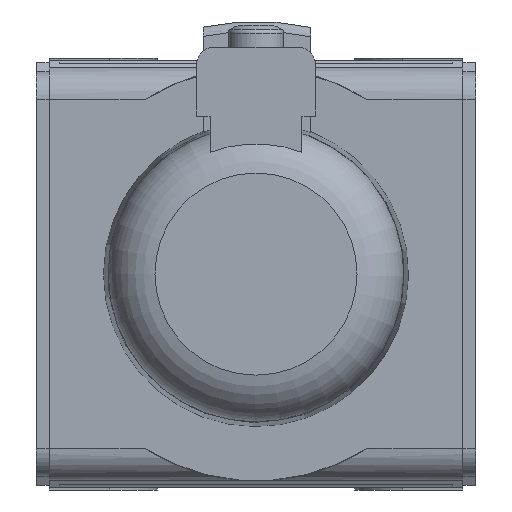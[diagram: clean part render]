
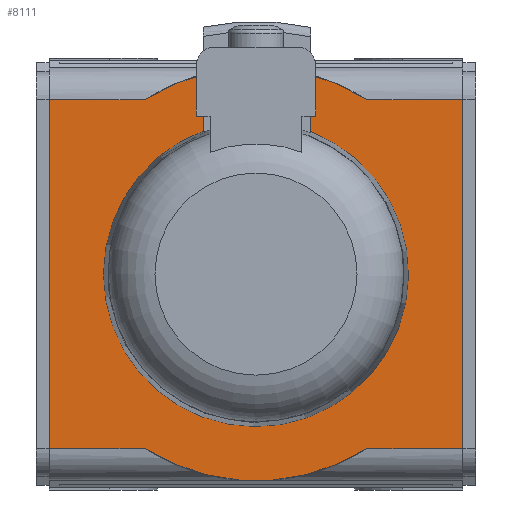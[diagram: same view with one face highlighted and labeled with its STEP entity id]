
A CAD part, front view. The second image highlights one B-rep face of the part: STEP entity #8111.
In plain terms, the highlighted planar face has unit normal (0, -1, 0).
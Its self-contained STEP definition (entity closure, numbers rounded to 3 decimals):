
#162=LINE('',#11176,#662);
#165=LINE('',#11194,#665);
#166=LINE('',#11205,#666);
#169=LINE('',#11223,#669);
#199=LINE('',#11292,#699);
#225=LINE('',#11348,#725);
#662=VECTOR('',#9306,1000.);
#665=VECTOR('',#9315,1000.);
#666=VECTOR('',#9318,1000.);
#669=VECTOR('',#9327,1000.);
#699=VECTOR('',#9371,1000.);
#725=VECTOR('',#9407,1000.);
#1621=ORIENTED_EDGE('',*,*,#3166,.T.);
#1622=ORIENTED_EDGE('',*,*,#3269,.T.);
#1623=ORIENTED_EDGE('',*,*,#3172,.T.);
#1624=ORIENTED_EDGE('',*,*,#3246,.T.);
#1625=ORIENTED_EDGE('',*,*,#3174,.F.);
#1626=ORIENTED_EDGE('',*,*,#3270,.T.);
#1627=ORIENTED_EDGE('',*,*,#3180,.F.);
#1628=ORIENTED_EDGE('',*,*,#3216,.F.);
#3166=EDGE_CURVE('',#3993,#3991,#162,.T.);
#3172=EDGE_CURVE('',#3995,#3997,#165,.T.);
#3174=EDGE_CURVE('',#3998,#4000,#166,.T.);
#3180=EDGE_CURVE('',#4004,#4002,#169,.T.);
#3216=EDGE_CURVE('',#3993,#4004,#199,.T.);
#3246=EDGE_CURVE('',#3997,#4000,#225,.T.);
#3269=EDGE_CURVE('',#3991,#3995,#4490,.T.);
#3270=EDGE_CURVE('',#3998,#4002,#4491,.T.);
#3991=VERTEX_POINT('',#11174);
#3993=VERTEX_POINT('',#11177);
#3995=VERTEX_POINT('',#11189);
#3997=VERTEX_POINT('',#11193);
#3998=VERTEX_POINT('',#11203);
#4000=VERTEX_POINT('',#11206);
#4002=VERTEX_POINT('',#11218);
#4004=VERTEX_POINT('',#11222);
#4490=CIRCLE('',#8537,22.5);
#4491=CIRCLE('',#8538,22.5);
#4737=EDGE_LOOP('',(#1621,#1622,#1623,#1624,#1625,#1626,#1627,#1628));
#5148=FACE_BOUND('',#4737,.T.);
#5514=PLANE('',#8536);
#8111=ADVANCED_FACE('',(#5148),#5514,.F.);
#8536=AXIS2_PLACEMENT_3D('',#11391,#9442,#9443);
#8537=AXIS2_PLACEMENT_3D('',#11392,#9444,#9445);
#8538=AXIS2_PLACEMENT_3D('',#11393,#9446,#9447);
#9306=DIRECTION('',(-1.,0.,0.));
#9315=DIRECTION('',(-1.,0.,0.));
#9318=DIRECTION('',(-1.,0.,0.));
#9327=DIRECTION('',(-1.,0.,0.));
#9371=DIRECTION('',(0.,0.,-1.));
#9407=DIRECTION('',(0.,0.,-1.));
#9442=DIRECTION('',(0.,1.,0.));
#9443=DIRECTION('',(0.,0.,1.));
#9444=DIRECTION('',(0.,-1.,0.));
#9445=DIRECTION('',(0.,0.,-1.));
#9446=DIRECTION('',(0.,-1.,0.));
#9447=DIRECTION('',(0.,0.,-1.));
#11174=CARTESIAN_POINT('',(12.052,0.,19.));
#11176=CARTESIAN_POINT('',(22.5,0.,19.));
#11177=CARTESIAN_POINT('',(22.5,0.,19.));
#11189=CARTESIAN_POINT('',(-12.052,0.,19.));
#11193=CARTESIAN_POINT('',(-22.5,0.,19.));
#11194=CARTESIAN_POINT('',(22.5,0.,19.));
#11203=CARTESIAN_POINT('',(-12.052,0.,-19.));
#11205=CARTESIAN_POINT('',(22.5,0.,-19.));
#11206=CARTESIAN_POINT('',(-22.5,0.,-19.));
#11218=CARTESIAN_POINT('',(12.052,0.,-19.));
#11222=CARTESIAN_POINT('',(22.5,0.,-19.));
#11223=CARTESIAN_POINT('',(22.5,0.,-19.));
#11292=CARTESIAN_POINT('',(22.5,0.,19.));
#11348=CARTESIAN_POINT('',(-22.5,0.,19.));
#11391=CARTESIAN_POINT('',(22.5,0.,19.));
#11392=CARTESIAN_POINT('',(0.,0.,0.));
#11393=CARTESIAN_POINT('',(0.,0.,0.));
